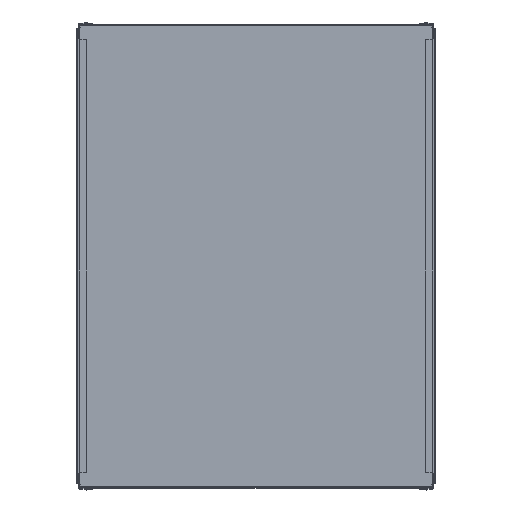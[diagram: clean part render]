
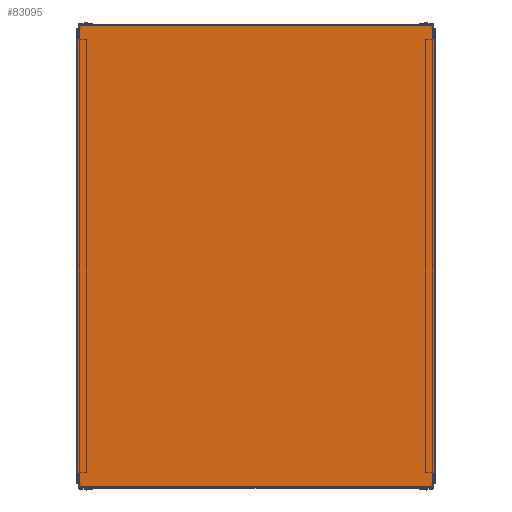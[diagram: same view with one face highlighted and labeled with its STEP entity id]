
A CAD part, top view. The second image highlights one B-rep face of the part: STEP entity #83095.
In plain terms, the highlighted planar face has unit normal (0, 0, 1).
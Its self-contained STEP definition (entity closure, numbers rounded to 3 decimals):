
#71 = CARTESIAN_POINT ( 'NONE',  ( -11.904, 15.665, 17.972 ) ) ;
#535 = VERTEX_POINT ( 'NONE', #85254 ) ;
#636 = EDGE_CURVE ( 'NONE', #46259, #81585, #84050, .T. ) ;
#649 = VECTOR ( 'NONE', #19444, 39.37 ) ;
#3455 = ORIENTED_EDGE ( 'NONE', *, *, #5958, .T. ) ;
#3466 = ORIENTED_EDGE ( 'NONE', *, *, #59388, .T. ) ;
#5214 = EDGE_CURVE ( 'NONE', #24903, #535, #64396, .T. ) ;
#5958 = EDGE_CURVE ( 'NONE', #13608, #24903, #53719, .T. ) ;
#6110 = AXIS2_PLACEMENT_3D ( 'NONE', #58418, #14430, #94290 ) ;
#6121 = VECTOR ( 'NONE', #6735, 39.37 ) ;
#6735 = DIRECTION ( 'NONE',  ( -1., 0., 0. ) ) ;
#6826 = VERTEX_POINT ( 'NONE', #85356 ) ;
#7061 = VECTOR ( 'NONE', #77606, 39.37 ) ;
#7247 = EDGE_CURVE ( 'NONE', #69058, #27380, #92185, .T. ) ;
#7362 = EDGE_CURVE ( 'NONE', #81585, #69058, #20439, .T. ) ;
#8672 = CARTESIAN_POINT ( 'NONE',  ( 11.904, -15.666, 17.972 ) ) ;
#10483 = CARTESIAN_POINT ( 'NONE',  ( -11.951, 15.399, 17.972 ) ) ;
#11288 = CARTESIAN_POINT ( 'NONE',  ( -11.951, -15.446, 17.972 ) ) ;
#13190 = VERTEX_POINT ( 'NONE', #54647 ) ;
#13608 = VERTEX_POINT ( 'NONE', #63123 ) ;
#13663 = CARTESIAN_POINT ( 'NONE',  ( -12.172, -15.58, 17.972 ) ) ;
#14430 = DIRECTION ( 'NONE',  ( 0., 0., -1. ) ) ;
#15325 = CARTESIAN_POINT ( 'NONE',  ( 12.172, 15.399, 17.972 ) ) ;
#16582 = CARTESIAN_POINT ( 'NONE',  ( 11.951, 15.446, 17.972 ) ) ;
#18013 = LINE ( 'NONE', #63435, #649 ) ;
#19444 = DIRECTION ( 'NONE',  ( 0., 1., 0. ) ) ;
#19591 = CARTESIAN_POINT ( 'NONE',  ( 11.904, 15.579, 17.972 ) ) ;
#20439 = LINE ( 'NONE', #51037, #84697 ) ;
#23140 = ORIENTED_EDGE ( 'NONE', *, *, #30641, .T. ) ;
#23490 = AXIS2_PLACEMENT_3D ( 'NONE', #16582, #67764, #24712 ) ;
#23920 = DIRECTION ( 'NONE',  ( -1., 0., 0. ) ) ;
#24157 = ORIENTED_EDGE ( 'NONE', *, *, #63106, .T. ) ;
#24312 = EDGE_CURVE ( 'NONE', #63436, #46911, #45442, .T. ) ;
#24712 = DIRECTION ( 'NONE',  ( -1., 0., 0. ) ) ;
#24724 = CIRCLE ( 'NONE', #78175, 0.047 ) ;
#24903 = VERTEX_POINT ( 'NONE', #58531 ) ;
#27380 = VERTEX_POINT ( 'NONE', #62735 ) ;
#28046 = DIRECTION ( 'NONE',  ( 1., 0., 0. ) ) ;
#28555 = CARTESIAN_POINT ( 'NONE',  ( -12.172, -15.58, 17.972 ) ) ;
#30641 = EDGE_CURVE ( 'NONE', #13190, #63859, #49667, .T. ) ;
#30696 = LINE ( 'NONE', #71, #68308 ) ;
#32362 = DIRECTION ( 'NONE',  ( -1., 0., 0. ) ) ;
#32844 = DIRECTION ( 'NONE',  ( 0., 0., -1. ) ) ;
#32905 = EDGE_CURVE ( 'NONE', #62196, #13190, #41255, .T. ) ;
#33534 = ORIENTED_EDGE ( 'NONE', *, *, #67767, .T. ) ;
#33870 = EDGE_CURVE ( 'NONE', #46911, #73024, #30696, .T. ) ;
#34906 = LINE ( 'NONE', #48798, #86158 ) ;
#36187 = ORIENTED_EDGE ( 'NONE', *, *, #55113, .T. ) ;
#36358 = ORIENTED_EDGE ( 'NONE', *, *, #65709, .T. ) ;
#36445 = ORIENTED_EDGE ( 'NONE', *, *, #69143, .T. ) ;
#38712 = DIRECTION ( 'NONE',  ( -1., 0., 0. ) ) ;
#38804 = DIRECTION ( 'NONE',  ( 0., 1., 0. ) ) ;
#38895 = CARTESIAN_POINT ( 'NONE',  ( -11.904, -15.666, 17.972 ) ) ;
#39538 = CARTESIAN_POINT ( 'NONE',  ( 12.086, -15.4, 17.972 ) ) ;
#39707 = ORIENTED_EDGE ( 'NONE', *, *, #51145, .T. ) ;
#41054 = CARTESIAN_POINT ( 'NONE',  ( -12.086, -15.58, 17.972 ) ) ;
#41255 = LINE ( 'NONE', #93822, #7061 ) ;
#42375 = DIRECTION ( 'NONE',  ( 0., 0., 1. ) ) ;
#42956 = CARTESIAN_POINT ( 'NONE',  ( -11.904, 15.579, 17.972 ) ) ;
#43358 = CARTESIAN_POINT ( 'NONE',  ( -12.086, -15.4, 17.972 ) ) ;
#43411 = VECTOR ( 'NONE', #78822, 39.37 ) ;
#43767 = VECTOR ( 'NONE', #38712, 39.37 ) ;
#43898 = AXIS2_PLACEMENT_3D ( 'NONE', #11288, #32844, #32362 ) ;
#45442 = LINE ( 'NONE', #66934, #43767 ) ;
#46259 = VERTEX_POINT ( 'NONE', #59055 ) ;
#46911 = VERTEX_POINT ( 'NONE', #42956 ) ;
#48798 = CARTESIAN_POINT ( 'NONE',  ( -12.172, -15.4, 17.972 ) ) ;
#49667 = LINE ( 'NONE', #41054, #43411 ) ;
#50559 = DIRECTION ( 'NONE',  ( 1., 0., 0. ) ) ;
#51025 = VECTOR ( 'NONE', #70191, 39.37 ) ;
#51037 = CARTESIAN_POINT ( 'NONE',  ( -12.172, -15.4, 17.972 ) ) ;
#51145 = EDGE_CURVE ( 'NONE', #73024, #62196, #24724, .T. ) ;
#53234 = CIRCLE ( 'NONE', #43898, 0.047 ) ;
#53719 = LINE ( 'NONE', #38895, #93812 ) ;
#54647 = CARTESIAN_POINT ( 'NONE',  ( -12.086, 15.399, 17.972 ) ) ;
#55113 = EDGE_CURVE ( 'NONE', #63859, #69971, #34906, .T. ) ;
#56738 = VECTOR ( 'NONE', #38804, 39.37 ) ;
#56989 = LINE ( 'NONE', #15325, #6121 ) ;
#57711 = DIRECTION ( 'NONE',  ( 1., 0., 0. ) ) ;
#58229 = ORIENTED_EDGE ( 'NONE', *, *, #24312, .T. ) ;
#58255 = CARTESIAN_POINT ( 'NONE',  ( 11.951, -15.4, 17.972 ) ) ;
#58418 = CARTESIAN_POINT ( 'NONE',  ( 11.951, -15.446, 17.972 ) ) ;
#58531 = CARTESIAN_POINT ( 'NONE',  ( -11.904, -15.58, 17.972 ) ) ;
#58569 = CIRCLE ( 'NONE', #23490, 0.047 ) ;
#59055 = CARTESIAN_POINT ( 'NONE',  ( 11.904, -15.446, 17.972 ) ) ;
#59369 = DIRECTION ( 'NONE',  ( 0., -1., 0. ) ) ;
#59388 = EDGE_CURVE ( 'NONE', #69971, #13608, #53234, .T. ) ;
#62196 = VERTEX_POINT ( 'NONE', #10483 ) ;
#62735 = CARTESIAN_POINT ( 'NONE',  ( 12.086, 15.399, 17.972 ) ) ;
#62936 = EDGE_LOOP ( 'NONE', ( #3455, #89117, #36358, #66075, #92178, #69108, #24157, #33534, #36445, #58229, #70125, #39707, #79473, #23140, #36187, #3466 ) ) ;
#63106 = EDGE_CURVE ( 'NONE', #27380, #72581, #56989, .T. ) ;
#63123 = CARTESIAN_POINT ( 'NONE',  ( -11.904, -15.446, 17.972 ) ) ;
#63435 = CARTESIAN_POINT ( 'NONE',  ( 11.904, 15.665, 17.972 ) ) ;
#63436 = VERTEX_POINT ( 'NONE', #19591 ) ;
#63549 = CARTESIAN_POINT ( 'NONE',  ( -11.904, 15.446, 17.972 ) ) ;
#63859 = VERTEX_POINT ( 'NONE', #43358 ) ;
#64396 = LINE ( 'NONE', #28555, #84556 ) ;
#65709 = EDGE_CURVE ( 'NONE', #535, #46259, #89501, .T. ) ;
#66075 = ORIENTED_EDGE ( 'NONE', *, *, #636, .T. ) ;
#66934 = CARTESIAN_POINT ( 'NONE',  ( -12.172, 15.579, 17.972 ) ) ;
#67764 = DIRECTION ( 'NONE',  ( 0., 0., -1. ) ) ;
#67767 = EDGE_CURVE ( 'NONE', #72581, #6826, #58569, .T. ) ;
#68308 = VECTOR ( 'NONE', #59369, 39.37 ) ;
#69058 = VERTEX_POINT ( 'NONE', #39538 ) ;
#69108 = ORIENTED_EDGE ( 'NONE', *, *, #7247, .T. ) ;
#69143 = EDGE_CURVE ( 'NONE', #6826, #63436, #18013, .T. ) ;
#69971 = VERTEX_POINT ( 'NONE', #83493 ) ;
#70125 = ORIENTED_EDGE ( 'NONE', *, *, #33870, .T. ) ;
#70191 = DIRECTION ( 'NONE',  ( 0., 1., 0. ) ) ;
#71885 = CARTESIAN_POINT ( 'NONE',  ( -11.951, 15.446, 17.972 ) ) ;
#72581 = VERTEX_POINT ( 'NONE', #85301 ) ;
#73024 = VERTEX_POINT ( 'NONE', #63549 ) ;
#75709 = DIRECTION ( 'NONE',  ( 0., -1., 0. ) ) ;
#77606 = DIRECTION ( 'NONE',  ( -1., 0., 0. ) ) ;
#77834 = CARTESIAN_POINT ( 'NONE',  ( 12.086, -15.58, 17.972 ) ) ;
#77953 = DIRECTION ( 'NONE',  ( 1., 0., 0. ) ) ;
#78175 = AXIS2_PLACEMENT_3D ( 'NONE', #71885, #80021, #23920 ) ;
#78822 = DIRECTION ( 'NONE',  ( 0., -1., 0. ) ) ;
#79473 = ORIENTED_EDGE ( 'NONE', *, *, #32905, .T. ) ;
#80021 = DIRECTION ( 'NONE',  ( 0., 0., -1. ) ) ;
#81585 = VERTEX_POINT ( 'NONE', #58255 ) ;
#81646 = AXIS2_PLACEMENT_3D ( 'NONE', #13663, #42375, #28046 ) ;
#83095 = ADVANCED_FACE ( 'NONE', ( #90839 ), #93067, .T. ) ;
#83493 = CARTESIAN_POINT ( 'NONE',  ( -11.951, -15.4, 17.972 ) ) ;
#84050 = CIRCLE ( 'NONE', #6110, 0.047 ) ;
#84556 = VECTOR ( 'NONE', #57711, 39.37 ) ;
#84697 = VECTOR ( 'NONE', #50559, 39.37 ) ;
#85254 = CARTESIAN_POINT ( 'NONE',  ( 11.904, -15.58, 17.972 ) ) ;
#85301 = CARTESIAN_POINT ( 'NONE',  ( 11.951, 15.399, 17.972 ) ) ;
#85356 = CARTESIAN_POINT ( 'NONE',  ( 11.904, 15.446, 17.972 ) ) ;
#86158 = VECTOR ( 'NONE', #77953, 39.37 ) ;
#89117 = ORIENTED_EDGE ( 'NONE', *, *, #5214, .T. ) ;
#89501 = LINE ( 'NONE', #8672, #56738 ) ;
#90839 = FACE_OUTER_BOUND ( 'NONE', #62936, .T. ) ;
#92178 = ORIENTED_EDGE ( 'NONE', *, *, #7362, .T. ) ;
#92185 = LINE ( 'NONE', #77834, #51025 ) ;
#93067 = PLANE ( 'NONE',  #81646 ) ;
#93812 = VECTOR ( 'NONE', #75709, 39.37 ) ;
#93822 = CARTESIAN_POINT ( 'NONE',  ( 12.172, 15.399, 17.972 ) ) ;
#94290 = DIRECTION ( 'NONE',  ( -1., 0., 0. ) ) ;
